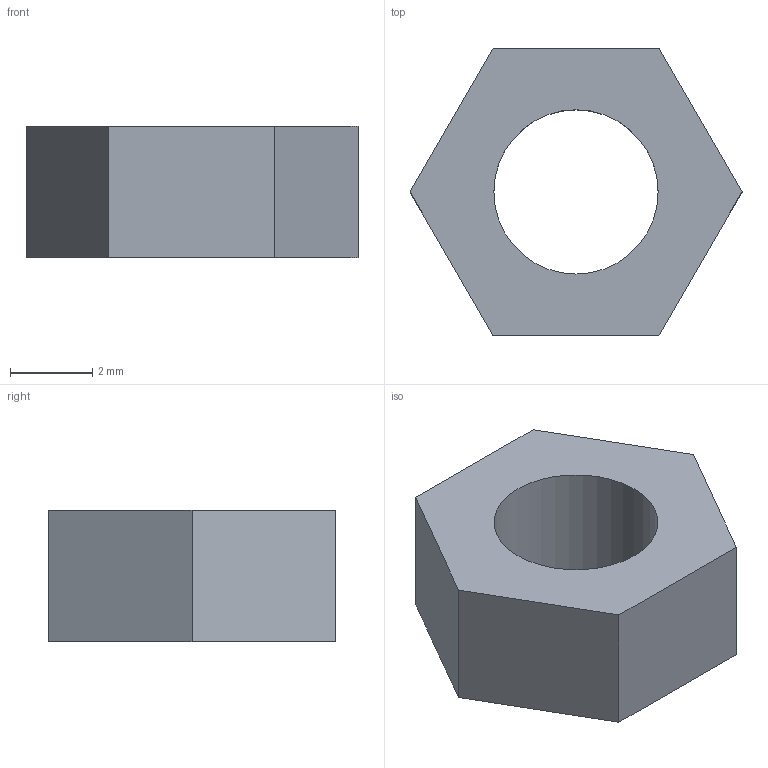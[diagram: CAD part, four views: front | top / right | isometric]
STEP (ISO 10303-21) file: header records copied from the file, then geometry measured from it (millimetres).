
FILE_DESCRIPTION(/* description */ ('Alibre Inc.'),/* implementation_level */ '2;1');
FILE_NAME(/* name */ 'export0',/* time_stamp */ '2015-07-11T13:48:44+12:00',/* author */ (''),/* organization */ (''),/* preprocessor_version */ 'ST-DEVELOPER v14',/* originating_system */ 'Alibre',/* authorisation */ '');
FILE_SCHEMA (('CONFIG_CONTROL_DESIGN'));
Length unit declared in the file: centimetre
Products named in the file (1): FNUT-M4
Bounding box: 8.08 x 7 x 3.2 mm (x, y, z)
Volume: 95.6 mm3; surface area: 177.5 mm2
Topology: 1 solids, 1 shells, 9 faces, 21 edges, 14 vertices
Faces by surface type: plane 8, cylinder 1
Full cylindrical faces by diameter (mm): 4 x1
Entity records: 333 total; most frequent: CARTESIAN_POINT 43, ORIENTED_EDGE 40, DIRECTION 32, EDGE_CURVE 20, VECTOR 18, LINE 18, VERTEX_POINT 14, EDGE_LOOP 12
